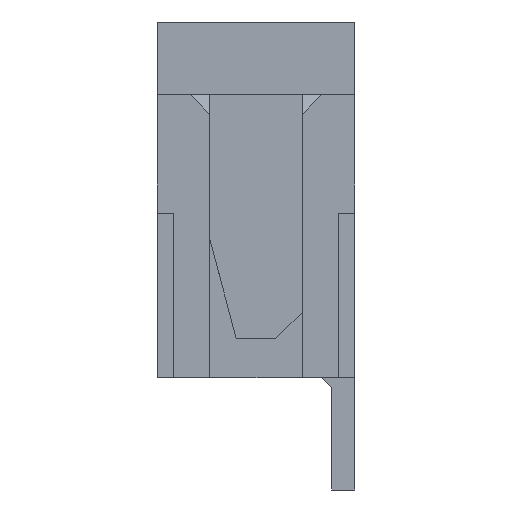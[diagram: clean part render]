
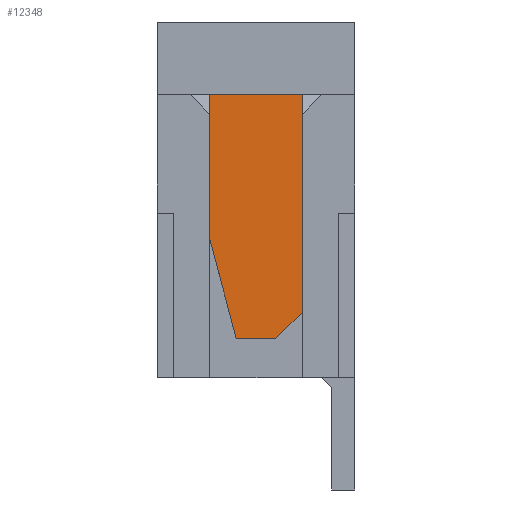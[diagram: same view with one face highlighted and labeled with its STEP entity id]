
A CAD part, left-side view. The second image highlights one B-rep face of the part: STEP entity #12348.
In plain terms, the highlighted planar face has unit normal (-1, 0, 0).
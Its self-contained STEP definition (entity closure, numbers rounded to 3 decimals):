
#3545=ORIENTED_EDGE('',*,*,#5388,.F.);
#3546=ORIENTED_EDGE('',*,*,#5389,.T.);
#3547=ORIENTED_EDGE('',*,*,#5382,.T.);
#3548=ORIENTED_EDGE('',*,*,#5351,.T.);
#3549=ORIENTED_EDGE('',*,*,#5390,.F.);
#3550=ORIENTED_EDGE('',*,*,#5391,.T.);
#5351=EDGE_CURVE('',#6492,#6493,#8193,.T.);
#5382=EDGE_CURVE('',#6514,#6492,#8224,.T.);
#5388=EDGE_CURVE('',#6519,#6520,#8230,.T.);
#5389=EDGE_CURVE('',#6519,#6514,#8231,.T.);
#5390=EDGE_CURVE('',#6521,#6493,#8232,.T.);
#5391=EDGE_CURVE('',#6521,#6520,#8233,.T.);
#6492=VERTEX_POINT('',#19366);
#6493=VERTEX_POINT('',#19367);
#6514=VERTEX_POINT('',#19429);
#6519=VERTEX_POINT('',#19441);
#6520=VERTEX_POINT('',#19442);
#6521=VERTEX_POINT('',#19445);
#8193=LINE('',#19365,#9931);
#8224=LINE('',#19428,#9962);
#8230=LINE('',#19440,#9968);
#8231=LINE('',#19443,#9969);
#8232=LINE('',#19444,#9970);
#8233=LINE('',#19446,#9971);
#9931=VECTOR('',#15885,1000.);
#9962=VECTOR('',#15936,1000.);
#9968=VECTOR('',#15944,1000.);
#9969=VECTOR('',#15945,1000.);
#9970=VECTOR('',#15946,1000.);
#9971=VECTOR('',#15947,1000.);
#10588=EDGE_LOOP('',(#3545,#3546,#3547,#3548,#3549,#3550));
#11180=FACE_BOUND('',#10588,.T.);
#11758=PLANE('',#13031);
#12348=ADVANCED_FACE('',(#11180),#11758,.F.);
#13031=AXIS2_PLACEMENT_3D('',#19439,#15942,#15943);
#15885=DIRECTION('',(0.,1.,0.));
#15936=DIRECTION('',(0.,0.,1.));
#15942=DIRECTION('',(1.,0.,0.));
#15943=DIRECTION('',(0.,0.,-1.));
#15944=DIRECTION('',(0.,1.,0.));
#15945=DIRECTION('',(0.,-0.707,0.707));
#15946=DIRECTION('',(0.,0.,1.));
#15947=DIRECTION('',(0.,-0.258,-0.966));
#19365=CARTESIAN_POINT('',(-12.75,-0.7,-0.55));
#19366=CARTESIAN_POINT('',(-12.75,-0.7,-0.55));
#19367=CARTESIAN_POINT('',(-12.75,0.7,-0.55));
#19428=CARTESIAN_POINT('',(-12.75,-0.7,-4.25));
#19429=CARTESIAN_POINT('',(-12.75,-0.7,-3.85));
#19439=CARTESIAN_POINT('',(-12.75,-0.7,-4.25));
#19440=CARTESIAN_POINT('',(-12.75,-0.7,-4.25));
#19441=CARTESIAN_POINT('',(-12.75,-0.3,-4.25));
#19442=CARTESIAN_POINT('',(-12.75,0.3,-4.25));
#19443=CARTESIAN_POINT('',(-12.75,-0.3,-4.25));
#19444=CARTESIAN_POINT('',(-12.75,0.7,-4.25));
#19445=CARTESIAN_POINT('',(-12.75,0.7,-2.75));
#19446=CARTESIAN_POINT('',(-12.75,0.3,-4.25));
